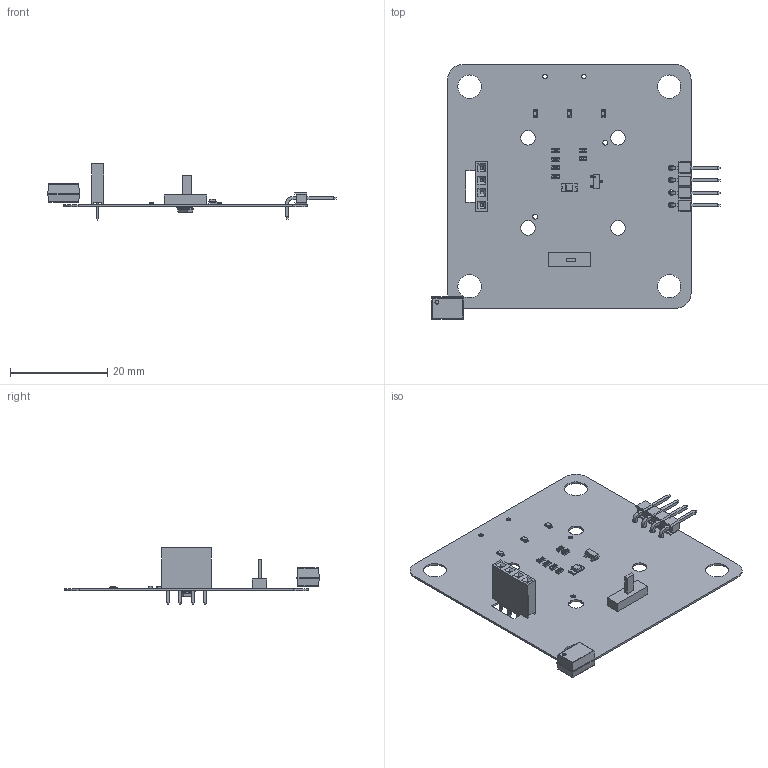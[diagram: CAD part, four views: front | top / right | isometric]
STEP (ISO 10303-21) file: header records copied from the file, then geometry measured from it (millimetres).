
FILE_DESCRIPTION(('Open CASCADE Model'),'2;1');
FILE_NAME('Open CASCADE Shape Model','2020-05-01T11:23:40',('Author'),(=======FILE_NAME('Open CASCADE Shape Model','2020-04-30T20:51:12',('Author'),(>>>>>>> 70ca80c16e2a4c7800a53af1b109e1ecfbf29260 'Open CASCADE'),'Open CASCADE STEP processor 6.8','Open CASCADE 6.8' ,'Unknown');
FILE_SCHEMA(('AUTOMOTIVE_DESIGN { 1 0 10303 214 1 1 1 1 }'));
Length unit declared in the file: millimetre
Products named in the file (77): PCB; Board; *; 957574872; Extruded; 957575008; X?; pcb_connector_890-70-002-20-001101; R6; 0603_resistor; R5; R4; R3; R2; R1; Q1; 957581672; Body; PinsArrayL; FilletPinR; IC1; 1050308560; PBS-04; D1; LED_1206_Base_RED; LED_1206_Lens_RED; D2; LED_0603_Base_GREEN; LED_0603_Lens_GREEN; D3; D4; hall_sensor; 6639396672; PinsArrayLR; 1050301136; 6639395904; 6639396864; 6935972352; 6935972544
Assembly tree (98 placements, depth 4):
  PCB
    Board  x2
    *  x2
      957574872
        Extruded
      957575008
        Extruded
      PBS-04
    X?
      pcb_connector_890-70-002-20-001101  x2
    R6
      0603_resistor
    R5
      0603_resistor
    R4
      0603_resistor
    R3
      0603_resistor
    R2
      0603_resistor
    R1
      0603_resistor
    Q1
      957581672
        Body
        PinsArrayL
        FilletPinR
    D1
      LED_1206_Base_RED
      LED_1206_Lens_RED
    D2
      LED_0603_Base_GREEN
      LED_0603_Lens_GREEN
    D3
      LED_0603_Base_GREEN
      LED_0603_Lens_GREEN
    D4
      LED_0603_Base_GREEN
      LED_0603_Lens_GREEN
    IC1
      1050308560
        Body
        PinsArrayLR
    hall_sensor
      1050301136
        Body
        PinsArrayL
        FilletPinR
    D4
      LED_0603_Base_GREEN
      LED_0603_Lens_GREEN
    D3
      LED_0603_Base_GREEN
      LED_0603_Lens_GREEN
    D2
      LED_0603_Base_GREEN
      LED_0603_Lens_GREEN
    D1
      LED_1206_Base_RED
      LED_1206_Lens_RED
Bounding box: 59.24 x 52.29 x 11.6 mm (x, y, z)
Volume: 1359.2 mm3; surface area: 6121.5 mm2
Topology: 39 solids, 39 shells, 910 faces, 2629 edges, 1830 vertices
Faces by surface type: plane 767, cylinder 127, sphere 16
Full cylindrical faces by diameter (mm): 0.163 x1, 0.191 x1, 0.812 x1, 0.9 x4, 1 x2, 1.1 x8, 3 x4, 4.8 x4
Entity records: 37865 total; most frequent: CARTESIAN_POINT 6522, ORIENTED_EDGE 5888, DIRECTION 5657, EDGE_CURVE 2944, LINE 2542, VECTOR 2537, VERTEX_POINT 1937, AXIS2_PLACEMENT_3D 1559
